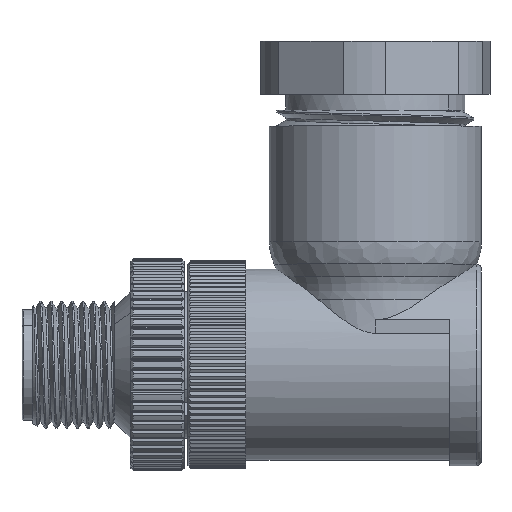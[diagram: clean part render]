
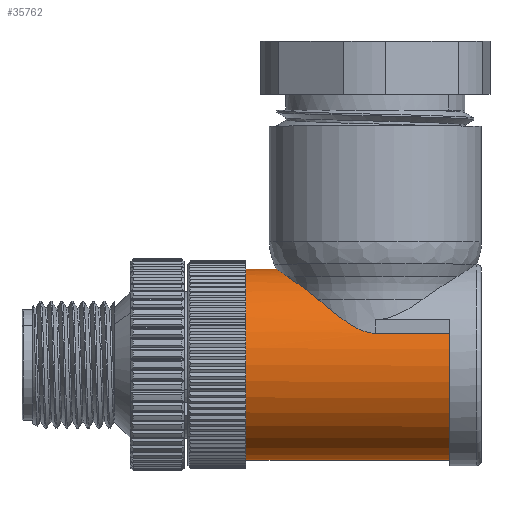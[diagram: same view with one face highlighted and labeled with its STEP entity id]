
A CAD part, top view. The second image highlights one B-rep face of the part: STEP entity #35762.
In plain terms, the highlighted cylindrical face has radius 9 mm (diameter 18 mm), a partial arc.
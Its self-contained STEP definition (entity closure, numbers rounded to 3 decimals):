
#110 = CARTESIAN_POINT ( 'NONE',  ( 7.246, 8.288, 3.509 ) ) ;
#1315 = CARTESIAN_POINT ( 'NONE',  ( 13.622, 3.497, 8.294 ) ) ;
#1591 = CARTESIAN_POINT ( 'NONE',  ( 6.199, 9., 0. ) ) ;
#2982 = ORIENTED_EDGE ( 'NONE', *, *, #10993, .T. ) ;
#4684 = VERTEX_POINT ( 'NONE', #58251 ) ;
#4990 = CARTESIAN_POINT ( 'NONE',  ( 7.647, 8.023, 4.135 ) ) ;
#5024 = CARTESIAN_POINT ( 'NONE',  ( 6.23, 8.979, 0.634 ) ) ;
#6426 = CARTESIAN_POINT ( 'NONE',  ( 14.387, 3.15, 8.431 ) ) ;
#6594 = CARTESIAN_POINT ( 'NONE',  ( 0., 9., 0. ) ) ;
#10132 = CARTESIAN_POINT ( 'NONE',  ( 6.318, 8.917, 1.255 ) ) ;
#10313 = CARTESIAN_POINT ( 'NONE',  ( 8.102, 7.71, 4.682 ) ) ;
#10426 = CARTESIAN_POINT ( 'NONE',  ( 10.08, 6.175, 6.548 ) ) ;
#10776 = ORIENTED_EDGE ( 'NONE', *, *, #49002, .F. ) ;
#10993 = EDGE_CURVE ( 'NONE', #12309, #22202, #52824, .T. ) ;
#11019 = CARTESIAN_POINT ( 'NONE',  ( 3.3, 9., 0. ) ) ;
#11538 = CARTESIAN_POINT ( 'NONE',  ( 14.936, 3.008, 8.482 ) ) ;
#11690 = DIRECTION ( 'NONE',  ( -1., 0., 0. ) ) ;
#12008 = CYLINDRICAL_SURFACE ( 'NONE', #22153, 9. ) ;
#12309 = VERTEX_POINT ( 'NONE', #60917 ) ;
#12363 = VERTEX_POINT ( 'NONE', #52011 ) ;
#12856 = CARTESIAN_POINT ( 'NONE',  ( 48.949, 2.958, 8.5 ) ) ;
#13245 = ORIENTED_EDGE ( 'NONE', *, *, #36159, .F. ) ;
#13580 = ORIENTED_EDGE ( 'NONE', *, *, #54261, .F. ) ;
#14369 = CARTESIAN_POINT ( 'NONE',  ( 0., -9., 0. ) ) ;
#15083 = EDGE_CURVE ( 'NONE', #12309, #55249, #31371, .T. ) ;
#15199 = CARTESIAN_POINT ( 'NONE',  ( 6.57, 8.743, 2.155 ) ) ;
#15377 = CARTESIAN_POINT ( 'NONE',  ( 9.579, 6.614, 6.133 ) ) ;
#16588 = CARTESIAN_POINT ( 'NONE',  ( 15.359, 2.958, 8.5 ) ) ;
#16939 = CARTESIAN_POINT ( 'NONE',  ( 0., 0., 0. ) ) ;
#17470 = VECTOR ( 'NONE', #38146, 1000. ) ;
#18402 = B_SPLINE_CURVE_WITH_KNOTS ( 'NONE', 3,
 ( #60716, #25193, #35428, #5024, #40514, #10132, #45604, #15199, #50710, #20309, #55824, #25409 ),
 .UNSPECIFIED., .F., .F.,
 ( 4, 2, 2, 2, 2, 4 ),
 ( 0.004, 0.004, 0.005, 0.006, 0.007, 0.008 ),
 .UNSPECIFIED. ) ;
#18905 = EDGE_LOOP ( 'NONE', ( #44265, #2982, #54236, #36586, #10776, #13580, #42681, #13245 ) ) ;
#19247 = DIRECTION ( 'NONE',  ( -1., 0., 0. ) ) ;
#19709 = CARTESIAN_POINT ( 'NONE',  ( 22.5, 0., 0. ) ) ;
#20309 = CARTESIAN_POINT ( 'NONE',  ( 6.939, 8.493, 2.993 ) ) ;
#20592 = CARTESIAN_POINT ( 'NONE',  ( 11.608, 4.884, 7.57 ) ) ;
#21016 = EDGE_CURVE ( 'NONE', #22202, #4684, #29395, .T. ) ;
#22153 = AXIS2_PLACEMENT_3D ( 'NONE', #16939, #26943, #52480 ) ;
#22202 = VERTEX_POINT ( 'NONE', #42872 ) ;
#23069 = CIRCLE ( 'NONE', #27685, 9. ) ;
#24806 = DIRECTION ( 'NONE',  ( 0., 1., 0. ) ) ;
#25057 = DIRECTION ( 'NONE',  ( -1., 0., 0. ) ) ;
#25193 = CARTESIAN_POINT ( 'NONE',  ( 6.199, 9., 0.159 ) ) ;
#25409 = CARTESIAN_POINT ( 'NONE',  ( 7.246, 8.288, 3.509 ) ) ;
#25698 = CARTESIAN_POINT ( 'NONE',  ( 12.686, 4.08, 8.024 ) ) ;
#26943 = DIRECTION ( 'NONE',  ( -1., 0., 0. ) ) ;
#27151 = VECTOR ( 'NONE', #11690, 1000. ) ;
#27685 = AXIS2_PLACEMENT_3D ( 'NONE', #55481, #25057, #60586 ) ;
#29395 = LINE ( 'NONE', #12856, #17470 ) ;
#29824 = B_SPLINE_CURVE_WITH_KNOTS ( 'NONE', 3,
 ( #10426, #40794, #51005, #20592, #56111, #25698, #61210, #31708, #1315, #36809, #6426, #41905, #11538, #46985, #16588, #52126 ),
 .UNSPECIFIED., .F., .F.,
 ( 4, 2, 2, 2, 2, 2, 2, 4 ),
 ( 0.038, 0.039, 0.041, 0.042, 0.043, 0.044, 0.044, 0.045 ),
 .UNSPECIFIED. ) ;
#31371 = LINE ( 'NONE', #14369, #56785 ) ;
#31708 = CARTESIAN_POINT ( 'NONE',  ( 13.379, 3.635, 8.235 ) ) ;
#33059 = EDGE_CURVE ( 'NONE', #61482, #4684, #29824, .T. ) ;
#35428 = CARTESIAN_POINT ( 'NONE',  ( 6.206, 8.996, 0.319 ) ) ;
#35505 = B_SPLINE_CURVE_WITH_KNOTS ( 'NONE', 3,
 ( #110, #4990, #10313, #45783, #15377, #50888 ),
 .UNSPECIFIED., .F., .F.,
 ( 4, 2, 4 ),
 ( 0., 0.002, 0.005 ),
 .UNSPECIFIED. ) ;
#35659 = VERTEX_POINT ( 'NONE', #11019 ) ;
#35762 = ADVANCED_FACE ( 'NONE', ( #39021 ), #12008, .T. ) ;
#36159 = EDGE_CURVE ( 'NONE', #55249, #35659, #23069, .T. ) ;
#36586 = ORIENTED_EDGE ( 'NONE', *, *, #33059, .F. ) ;
#36809 = CARTESIAN_POINT ( 'NONE',  ( 14.127, 3.254, 8.392 ) ) ;
#38146 = DIRECTION ( 'NONE',  ( -1., 0., 0. ) ) ;
#38658 = AXIS2_PLACEMENT_3D ( 'NONE', #19709, #55233, #24806 ) ;
#39021 = FACE_OUTER_BOUND ( 'NONE', #18905, .T. ) ;
#40514 = CARTESIAN_POINT ( 'NONE',  ( 6.247, 8.967, 0.791 ) ) ;
#40666 = LINE ( 'NONE', #6594, #27151 ) ;
#40794 = CARTESIAN_POINT ( 'NONE',  ( 10.44, 5.859, 6.846 ) ) ;
#41905 = CARTESIAN_POINT ( 'NONE',  ( 14.796, 3.038, 8.472 ) ) ;
#42156 = CARTESIAN_POINT ( 'NONE',  ( 3.3, -9., 0. ) ) ;
#42681 = ORIENTED_EDGE ( 'NONE', *, *, #43053, .T. ) ;
#42872 = CARTESIAN_POINT ( 'NONE',  ( 22.5, 2.958, 8.5 ) ) ;
#43053 = EDGE_CURVE ( 'NONE', #64009, #35659, #40666, .T. ) ;
#44265 = ORIENTED_EDGE ( 'NONE', *, *, #15083, .F. ) ;
#45604 = CARTESIAN_POINT ( 'NONE',  ( 6.388, 8.869, 1.559 ) ) ;
#45783 = CARTESIAN_POINT ( 'NONE',  ( 9.066, 7.006, 5.682 ) ) ;
#46985 = CARTESIAN_POINT ( 'NONE',  ( 15.218, 2.968, 8.496 ) ) ;
#49002 = EDGE_CURVE ( 'NONE', #12363, #61482, #35505, .T. ) ;
#50710 = CARTESIAN_POINT ( 'NONE',  ( 6.682, 8.667, 2.443 ) ) ;
#50888 = CARTESIAN_POINT ( 'NONE',  ( 10.08, 6.175, 6.548 ) ) ;
#51005 = CARTESIAN_POINT ( 'NONE',  ( 10.816, 5.535, 7.108 ) ) ;
#52011 = CARTESIAN_POINT ( 'NONE',  ( 7.246, 8.288, 3.509 ) ) ;
#52126 = CARTESIAN_POINT ( 'NONE',  ( 15.5, 2.958, 8.5 ) ) ;
#52480 = DIRECTION ( 'NONE',  ( 0., 1., 0. ) ) ;
#52824 = CIRCLE ( 'NONE', #38658, 9. ) ;
#54236 = ORIENTED_EDGE ( 'NONE', *, *, #21016, .T. ) ;
#54261 = EDGE_CURVE ( 'NONE', #64009, #12363, #18402, .T. ) ;
#55233 = DIRECTION ( 'NONE',  ( -1., 0., 0. ) ) ;
#55249 = VERTEX_POINT ( 'NONE', #42156 ) ;
#55481 = CARTESIAN_POINT ( 'NONE',  ( 3.3, 0., 0. ) ) ;
#55824 = CARTESIAN_POINT ( 'NONE',  ( 7.085, 8.395, 3.256 ) ) ;
#56111 = CARTESIAN_POINT ( 'NONE',  ( 12.023, 4.554, 7.771 ) ) ;
#56366 = CARTESIAN_POINT ( 'NONE',  ( 10.08, 6.175, 6.548 ) ) ;
#56785 = VECTOR ( 'NONE', #19247, 1000. ) ;
#58251 = CARTESIAN_POINT ( 'NONE',  ( 15.5, 2.958, 8.5 ) ) ;
#60586 = DIRECTION ( 'NONE',  ( 0., 0., -1. ) ) ;
#60716 = CARTESIAN_POINT ( 'NONE',  ( 6.199, 9., 0. ) ) ;
#60917 = CARTESIAN_POINT ( 'NONE',  ( 22.5, -9., 0. ) ) ;
#61210 = CARTESIAN_POINT ( 'NONE',  ( 12.912, 3.926, 8.1 ) ) ;
#61482 = VERTEX_POINT ( 'NONE', #56366 ) ;
#64009 = VERTEX_POINT ( 'NONE', #1591 ) ;
